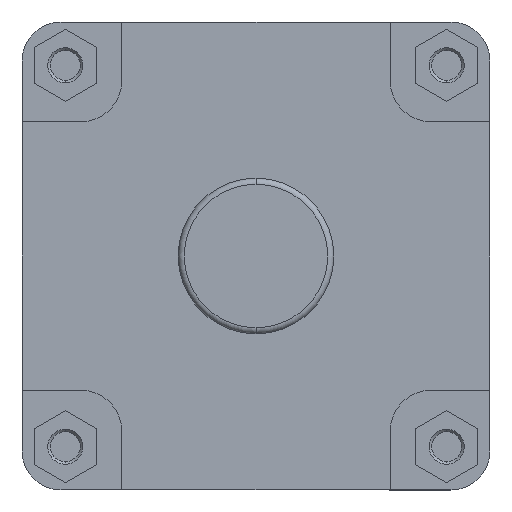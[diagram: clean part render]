
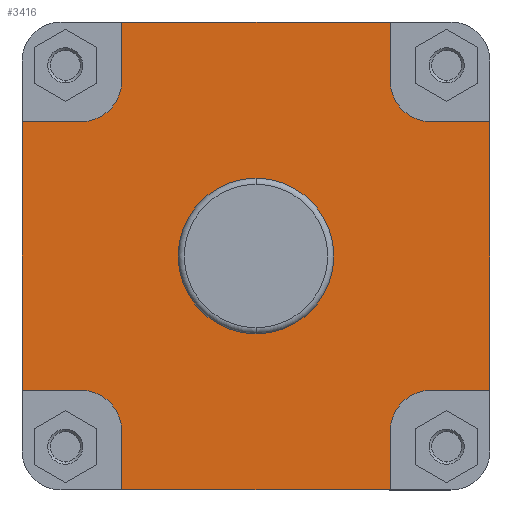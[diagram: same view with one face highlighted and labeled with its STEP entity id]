
A CAD part, left-side view. The second image highlights one B-rep face of the part: STEP entity #3416.
In plain terms, the highlighted planar face has unit normal (-1, 0, 0).
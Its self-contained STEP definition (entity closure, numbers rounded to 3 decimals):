
#47 = EDGE_LOOP ( 'NONE', ( #6002, #6004, #6001, #6030, #6006, #6023, #6003, #6024, #6012, #5999, #6025, #3021, #3015, #3014, #3036, #3019 ) ) ;
#72 = EDGE_LOOP ( 'NONE', ( #6017, #6010 ) ) ;
#450 = VECTOR ( 'NONE', #6359, 1000. ) ;
#453 = LINE ( 'NONE', #6353, #450 ) ;
#454 = CIRCLE ( 'NONE', #1675, 23.5 ) ;
#512 = LINE ( 'NONE', #6465, #524 ) ;
#524 = VECTOR ( 'NONE', #6468, 1000. ) ;
#538 = VECTOR ( 'NONE', #6507, 1000. ) ;
#540 = LINE ( 'NONE', #6506, #538 ) ;
#590 = LINE ( 'NONE', #6567, #594 ) ;
#594 = VECTOR ( 'NONE', #6578, 1000. ) ;
#629 = VECTOR ( 'NONE', #6645, 1000. ) ;
#630 = VECTOR ( 'NONE', #6633, 1000. ) ;
#633 = LINE ( 'NONE', #6627, #634 ) ;
#634 = VECTOR ( 'NONE', #6628, 1000. ) ;
#635 = LINE ( 'NONE', #6622, #630 ) ;
#636 = CIRCLE ( 'NONE', #1720, 23.5 ) ;
#637 = LINE ( 'NONE', #6634, #638 ) ;
#638 = VECTOR ( 'NONE', #6635, 1000. ) ;
#640 = LINE ( 'NONE', #6644, #649 ) ;
#642 = CIRCLE ( 'NONE', #1723, 23.5 ) ;
#643 = LINE ( 'NONE', #6638, #629 ) ;
#645 = LINE ( 'NONE', #6646, #646 ) ;
#646 = VECTOR ( 'NONE', #6647, 1000. ) ;
#649 = VECTOR ( 'NONE', #6651, 1000. ) ;
#650 = LINE ( 'NONE', #6654, #655 ) ;
#655 = VECTOR ( 'NONE', #6658, 1000. ) ;
#696 = CIRCLE ( 'NONE', #1737, 23.5 ) ;
#1209 = EDGE_CURVE ( 'NONE', #6280, #6279, #454, .T. ) ;
#1210 = EDGE_CURVE ( 'NONE', #6269, #6270, #453, .T. ) ;
#1255 = EDGE_CURVE ( 'NONE', #6271, #6270, #512, .T. ) ;
#1270 = EDGE_CURVE ( 'NONE', #6265, #6280, #540, .T. ) ;
#1300 = EDGE_CURVE ( 'NONE', #6275, #6274, #590, .T. ) ;
#1322 = EDGE_CURVE ( 'NONE', #6273, #6272, #633, .T. ) ;
#1323 = EDGE_CURVE ( 'NONE', #6272, #6271, #636, .T. ) ;
#1324 = EDGE_CURVE ( 'NONE', #6274, #6273, #635, .T. ) ;
#1325 = EDGE_CURVE ( 'NONE', #6267, #6266, #637, .T. ) ;
#1327 = EDGE_CURVE ( 'NONE', #6268, #6267, #642, .T. ) ;
#1329 = EDGE_CURVE ( 'NONE', #6279, #6278, #643, .T. ) ;
#1330 = EDGE_CURVE ( 'NONE', #6265, #6266, #645, .T. ) ;
#1332 = EDGE_CURVE ( 'NONE', #6269, #6268, #640, .T. ) ;
#1335 = EDGE_CURVE ( 'NONE', #6277, #6276, #650, .T. ) ;
#1362 = EDGE_CURVE ( 'NONE', #6276, #6275, #696, .T. ) ;
#1675 = AXIS2_PLACEMENT_3D ( 'NONE', #6355, #6356, #6357 ) ;
#1720 = AXIS2_PLACEMENT_3D ( 'NONE', #6619, #6630, #6631 ) ;
#1723 = AXIS2_PLACEMENT_3D ( 'NONE', #6629, #6639, #6640 ) ;
#1737 = AXIS2_PLACEMENT_3D ( 'NONE', #6721, #6726, #6727 ) ;
#1984 = AXIS2_PLACEMENT_3D ( 'NONE', #4177, #4194, #4195 ) ;
#1990 = AXIS2_PLACEMENT_3D ( 'NONE', #4224, #4241, #4242 ) ;
#2116 = AXIS2_PLACEMENT_3D ( 'NONE', #4683, #4695, #4696 ) ;
#2593 = EDGE_CURVE ( 'NONE', #6278, #6277, #4720, .T. ) ;
#3014 = ORIENTED_EDGE ( 'NONE', *, *, #1329, .F. ) ;
#3015 = ORIENTED_EDGE ( 'NONE', *, *, #2593, .F. ) ;
#3019 = ORIENTED_EDGE ( 'NONE', *, *, #1270, .F. ) ;
#3021 = ORIENTED_EDGE ( 'NONE', *, *, #1335, .F. ) ;
#3036 = ORIENTED_EDGE ( 'NONE', *, *, #1209, .F. ) ;
#3289 = EDGE_CURVE ( 'NONE', #6207, #6208, #5042, .T. ) ;
#3310 = EDGE_CURVE ( 'NONE', #6208, #6207, #5080, .T. ) ;
#3416 = ADVANCED_FACE ( 'NONE', ( #5328, #5321 ), #4694, .F. ) ;
#3666 = CARTESIAN_POINT ( 'NONE',  ( 67., 135., 0. ) ) ;
#3670 = DIRECTION ( 'NONE',  ( 0., 0., 1. ) ) ;
#4177 = CARTESIAN_POINT ( 'NONE',  ( 67., 0., 0. ) ) ;
#4194 = DIRECTION ( 'NONE',  ( -1., 0., 0. ) ) ;
#4195 = DIRECTION ( 'NONE',  ( 0., 0., 1. ) ) ;
#4224 = CARTESIAN_POINT ( 'NONE',  ( 67., 0., 0. ) ) ;
#4241 = DIRECTION ( 'NONE',  ( -1., 0., 0. ) ) ;
#4242 = DIRECTION ( 'NONE',  ( 0., 0., 1. ) ) ;
#4683 = CARTESIAN_POINT ( 'NONE',  ( 67., 44.9, 0. ) ) ;
#4694 = PLANE ( 'NONE',  #2116 ) ;
#4695 = DIRECTION ( 'NONE',  ( 1., 0., 0. ) ) ;
#4696 = DIRECTION ( 'NONE',  ( 0., 0., -1. ) ) ;
#4720 = LINE ( 'NONE', #3666, #4722 ) ;
#4722 = VECTOR ( 'NONE', #3670, 1000. ) ;
#5042 = CIRCLE ( 'NONE', #1984, 44.9 ) ;
#5080 = CIRCLE ( 'NONE', #1990, 44.9 ) ;
#5321 = FACE_OUTER_BOUND ( 'NONE', #47, .T. ) ;
#5328 = FACE_BOUND ( 'NONE', #72, .T. ) ;
#5731 = CARTESIAN_POINT ( 'NONE',  ( 67., 0., 44.9 ) ) ;
#5732 = CARTESIAN_POINT ( 'NONE',  ( 67., 0., -44.9 ) ) ;
#5789 = CARTESIAN_POINT ( 'NONE',  ( 67., 77.5, -135. ) ) ;
#5790 = CARTESIAN_POINT ( 'NONE',  ( 67., -77.5, -135. ) ) ;
#5791 = CARTESIAN_POINT ( 'NONE',  ( 67., -77.5, -101. ) ) ;
#5792 = CARTESIAN_POINT ( 'NONE',  ( 67., -101., -77.5 ) ) ;
#5793 = CARTESIAN_POINT ( 'NONE',  ( 67., -135., -77.5 ) ) ;
#5794 = CARTESIAN_POINT ( 'NONE',  ( 67., -135., 77.5 ) ) ;
#5795 = CARTESIAN_POINT ( 'NONE',  ( 67., -101., 77.5 ) ) ;
#5796 = CARTESIAN_POINT ( 'NONE',  ( 67., -77.5, 101. ) ) ;
#5797 = CARTESIAN_POINT ( 'NONE',  ( 67., -77.5, 135. ) ) ;
#5798 = CARTESIAN_POINT ( 'NONE',  ( 67., 77.5, 135. ) ) ;
#5799 = CARTESIAN_POINT ( 'NONE',  ( 67., 77.5, 101. ) ) ;
#5800 = CARTESIAN_POINT ( 'NONE',  ( 67., 101., 77.5 ) ) ;
#5801 = CARTESIAN_POINT ( 'NONE',  ( 67., 135., 77.5 ) ) ;
#5802 = CARTESIAN_POINT ( 'NONE',  ( 67., 135., -77.5 ) ) ;
#5803 = CARTESIAN_POINT ( 'NONE',  ( 67., 101., -77.5 ) ) ;
#5804 = CARTESIAN_POINT ( 'NONE',  ( 67., 77.5, -101. ) ) ;
#5999 = ORIENTED_EDGE ( 'NONE', *, *, #1300, .F. ) ;
#6001 = ORIENTED_EDGE ( 'NONE', *, *, #1327, .F. ) ;
#6002 = ORIENTED_EDGE ( 'NONE', *, *, #1330, .T. ) ;
#6003 = ORIENTED_EDGE ( 'NONE', *, *, #1323, .F. ) ;
#6004 = ORIENTED_EDGE ( 'NONE', *, *, #1325, .F. ) ;
#6006 = ORIENTED_EDGE ( 'NONE', *, *, #1210, .T. ) ;
#6010 = ORIENTED_EDGE ( 'NONE', *, *, #3310, .F. ) ;
#6012 = ORIENTED_EDGE ( 'NONE', *, *, #1324, .F. ) ;
#6017 = ORIENTED_EDGE ( 'NONE', *, *, #3289, .F. ) ;
#6023 = ORIENTED_EDGE ( 'NONE', *, *, #1255, .F. ) ;
#6024 = ORIENTED_EDGE ( 'NONE', *, *, #1322, .F. ) ;
#6025 = ORIENTED_EDGE ( 'NONE', *, *, #1362, .F. ) ;
#6030 = ORIENTED_EDGE ( 'NONE', *, *, #1332, .F. ) ;
#6207 = VERTEX_POINT ( 'NONE', #5731 ) ;
#6208 = VERTEX_POINT ( 'NONE', #5732 ) ;
#6265 = VERTEX_POINT ( 'NONE', #5789 ) ;
#6266 = VERTEX_POINT ( 'NONE', #5790 ) ;
#6267 = VERTEX_POINT ( 'NONE', #5791 ) ;
#6268 = VERTEX_POINT ( 'NONE', #5792 ) ;
#6269 = VERTEX_POINT ( 'NONE', #5793 ) ;
#6270 = VERTEX_POINT ( 'NONE', #5794 ) ;
#6271 = VERTEX_POINT ( 'NONE', #5795 ) ;
#6272 = VERTEX_POINT ( 'NONE', #5796 ) ;
#6273 = VERTEX_POINT ( 'NONE', #5797 ) ;
#6274 = VERTEX_POINT ( 'NONE', #5798 ) ;
#6275 = VERTEX_POINT ( 'NONE', #5799 ) ;
#6276 = VERTEX_POINT ( 'NONE', #5800 ) ;
#6277 = VERTEX_POINT ( 'NONE', #5801 ) ;
#6278 = VERTEX_POINT ( 'NONE', #5802 ) ;
#6279 = VERTEX_POINT ( 'NONE', #5803 ) ;
#6280 = VERTEX_POINT ( 'NONE', #5804 ) ;
#6353 = CARTESIAN_POINT ( 'NONE',  ( 67., -135., 0. ) ) ;
#6355 = CARTESIAN_POINT ( 'NONE',  ( 67., 101., -101. ) ) ;
#6356 = DIRECTION ( 'NONE',  ( -1., 0., 0. ) ) ;
#6357 = DIRECTION ( 'NONE',  ( 0., 0., -1. ) ) ;
#6359 = DIRECTION ( 'NONE',  ( 0., 0., 1. ) ) ;
#6465 = CARTESIAN_POINT ( 'NONE',  ( 67., -101., 77.5 ) ) ;
#6468 = DIRECTION ( 'NONE',  ( 0., -1., 0. ) ) ;
#6506 = CARTESIAN_POINT ( 'NONE',  ( 67., 77.5, -135. ) ) ;
#6507 = DIRECTION ( 'NONE',  ( 0., 0., 1. ) ) ;
#6567 = CARTESIAN_POINT ( 'NONE',  ( 67., 77.5, 101. ) ) ;
#6578 = DIRECTION ( 'NONE',  ( 0., 0., 1. ) ) ;
#6619 = CARTESIAN_POINT ( 'NONE',  ( 67., -101., 101. ) ) ;
#6622 = CARTESIAN_POINT ( 'NONE',  ( 67., -297.141, 135. ) ) ;
#6627 = CARTESIAN_POINT ( 'NONE',  ( 67., -77.5, 135. ) ) ;
#6628 = DIRECTION ( 'NONE',  ( 0., 0., -1. ) ) ;
#6629 = CARTESIAN_POINT ( 'NONE',  ( 67., -101., -101. ) ) ;
#6630 = DIRECTION ( 'NONE',  ( -1., 0., 0. ) ) ;
#6631 = DIRECTION ( 'NONE',  ( 0., 0., -1. ) ) ;
#6633 = DIRECTION ( 'NONE',  ( 0., -1., 0. ) ) ;
#6634 = CARTESIAN_POINT ( 'NONE',  ( 67., -77.5, -101. ) ) ;
#6635 = DIRECTION ( 'NONE',  ( 0., 0., -1. ) ) ;
#6638 = CARTESIAN_POINT ( 'NONE',  ( 67., 101., -77.5 ) ) ;
#6639 = DIRECTION ( 'NONE',  ( -1., 0., 0. ) ) ;
#6640 = DIRECTION ( 'NONE',  ( 0., 0., -1. ) ) ;
#6644 = CARTESIAN_POINT ( 'NONE',  ( 67., -135., -77.5 ) ) ;
#6645 = DIRECTION ( 'NONE',  ( 0., 1., 0. ) ) ;
#6646 = CARTESIAN_POINT ( 'NONE',  ( 67., -297.141, -135. ) ) ;
#6647 = DIRECTION ( 'NONE',  ( 0., -1., 0. ) ) ;
#6651 = DIRECTION ( 'NONE',  ( 0., 1., 0. ) ) ;
#6654 = CARTESIAN_POINT ( 'NONE',  ( 67., 135., 77.5 ) ) ;
#6658 = DIRECTION ( 'NONE',  ( 0., -1., 0. ) ) ;
#6721 = CARTESIAN_POINT ( 'NONE',  ( 67., 101., 101. ) ) ;
#6726 = DIRECTION ( 'NONE',  ( -1., 0., 0. ) ) ;
#6727 = DIRECTION ( 'NONE',  ( 0., 0., -1. ) ) ;
